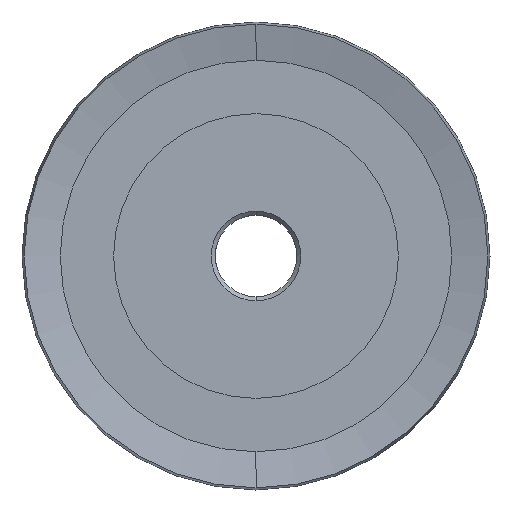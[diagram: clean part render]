
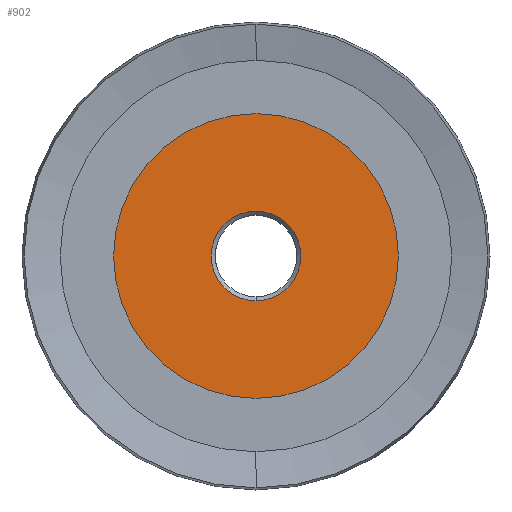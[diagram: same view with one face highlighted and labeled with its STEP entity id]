
A CAD part, left-side view. The second image highlights one B-rep face of the part: STEP entity #902.
In plain terms, the highlighted planar face has unit normal (-1, 0, 0).
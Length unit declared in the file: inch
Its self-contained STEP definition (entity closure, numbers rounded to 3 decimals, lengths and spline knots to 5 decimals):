
#39 = DIRECTION ( 'NONE',  ( 1., 0., 0. ) ) ;
#205 = CARTESIAN_POINT ( 'NONE',  ( 0., 0., 0. ) ) ;
#559 = DIRECTION ( 'NONE',  ( -1., 0., 0. ) ) ;
#629 = ORIENTED_EDGE ( 'NONE', *, *, #8406, .T. ) ;
#812 = EDGE_LOOP ( 'NONE', ( #629, #1731 ) ) ;
#821 = CIRCLE ( 'NONE', #6278, 0.1375 ) ;
#883 = DIRECTION ( 'NONE',  ( 0., 0., 1. ) ) ;
#902 = ADVANCED_FACE ( 'NONE', ( #3089, #5151 ), #7768, .T. ) ;
#1391 = ORIENTED_EDGE ( 'NONE', *, *, #6348, .T. ) ;
#1413 = DIRECTION ( 'NONE',  ( -1., 0., 0. ) ) ;
#1731 = ORIENTED_EDGE ( 'NONE', *, *, #7399, .T. ) ;
#2258 = VERTEX_POINT ( 'NONE', #6516 ) ;
#2447 = EDGE_LOOP ( 'NONE', ( #1391, #8418 ) ) ;
#3089 = FACE_BOUND ( 'NONE', #2447, .T. ) ;
#3196 = DIRECTION ( 'NONE',  ( 1., 0., 0. ) ) ;
#3400 = AXIS2_PLACEMENT_3D ( 'NONE', #4696, #559, #5378 ) ;
#4169 = CARTESIAN_POINT ( 'NONE',  ( 0., 0., 0. ) ) ;
#4438 = VERTEX_POINT ( 'NONE', #6429 ) ;
#4648 = CARTESIAN_POINT ( 'NONE',  ( 0., 0., -0.4375 ) ) ;
#4696 = CARTESIAN_POINT ( 'NONE',  ( 0., 0., 0. ) ) ;
#4723 = CIRCLE ( 'NONE', #3400, 0.4375 ) ;
#4866 = DIRECTION ( 'NONE',  ( 0., 0., 1. ) ) ;
#5032 = DIRECTION ( 'NONE',  ( -1., 0., 0. ) ) ;
#5151 = FACE_OUTER_BOUND ( 'NONE', #812, .T. ) ;
#5375 = VERTEX_POINT ( 'NONE', #4648 ) ;
#5378 = DIRECTION ( 'NONE',  ( 0., 0., 1. ) ) ;
#5529 = CARTESIAN_POINT ( 'NONE',  ( 0., 0., 0. ) ) ;
#5587 = CIRCLE ( 'NONE', #5693, 0.1375 ) ;
#5624 = EDGE_CURVE ( 'NONE', #8775, #4438, #5587, .T. ) ;
#5693 = AXIS2_PLACEMENT_3D ( 'NONE', #4169, #39, #4866 ) ;
#6240 = DIRECTION ( 'NONE',  ( 0., 0., 1. ) ) ;
#6278 = AXIS2_PLACEMENT_3D ( 'NONE', #7331, #3196, #8026 ) ;
#6348 = EDGE_CURVE ( 'NONE', #4438, #8775, #821, .T. ) ;
#6429 = CARTESIAN_POINT ( 'NONE',  ( 0., 0., 0.1375 ) ) ;
#6516 = CARTESIAN_POINT ( 'NONE',  ( 0., 0., 0.4375 ) ) ;
#6872 = CIRCLE ( 'NONE', #8088, 0.4375 ) ;
#7209 = AXIS2_PLACEMENT_3D ( 'NONE', #205, #5032, #883 ) ;
#7331 = CARTESIAN_POINT ( 'NONE',  ( 0., 0., 0. ) ) ;
#7399 = EDGE_CURVE ( 'NONE', #2258, #5375, #6872, .T. ) ;
#7768 = PLANE ( 'NONE',  #7209 ) ;
#7958 = CARTESIAN_POINT ( 'NONE',  ( 0., 0., -0.1375 ) ) ;
#8026 = DIRECTION ( 'NONE',  ( 0., 0., 1. ) ) ;
#8088 = AXIS2_PLACEMENT_3D ( 'NONE', #5529, #1413, #6240 ) ;
#8406 = EDGE_CURVE ( 'NONE', #5375, #2258, #4723, .T. ) ;
#8418 = ORIENTED_EDGE ( 'NONE', *, *, #5624, .T. ) ;
#8775 = VERTEX_POINT ( 'NONE', #7958 ) ;
